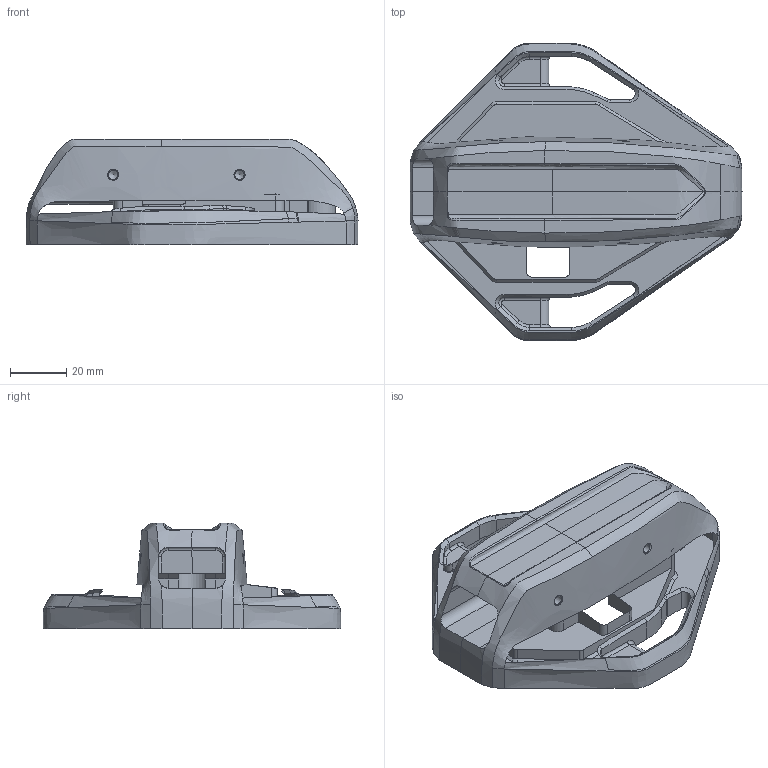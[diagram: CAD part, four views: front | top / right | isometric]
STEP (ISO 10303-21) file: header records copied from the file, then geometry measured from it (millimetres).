
FILE_DESCRIPTION(/* description */ (''),/* implementation_level */ '2;1');
FILE_NAME(/* name */ 'Haut Coque.step',/* time_stamp */ '2018-12-04T13:51:47+01:00',/* author */ (''),/* organization */ (''),/* preprocessor_version */ 'ST-DEVELOPER v17.2',/* originating_system */ 'Autodesk Translation Framework v7.6.0.251',/* authorisation */ '');
FILE_SCHEMA (('AUTOMOTIVE_DESIGN { 1 0 10303 214 3 1 1 }'));
Products named in the file (1): Haut Coque
Bounding box: 118.39 x 106 x 37.67 mm (x, y, z)
Volume: 95604.3 mm3; surface area: 32881.7 mm2
Topology: 1 solids, 1 shells, 251 faces, 681 edges, 420 vertices
Faces by surface type: bspline 97, plane 78, cylinder 47, cone 19, torus 10
Full cylindrical faces by diameter (mm): 3.3 x4
Entity records: 68166 total; most frequent: CARTESIAN_POINT 62649, ORIENTED_EDGE 1334, DIRECTION 811, EDGE_CURVE 667, VERTEX_POINT 420, LINE 283, VECTOR 283, B_SPLINE_CURVE_WITH_KNOTS 273
